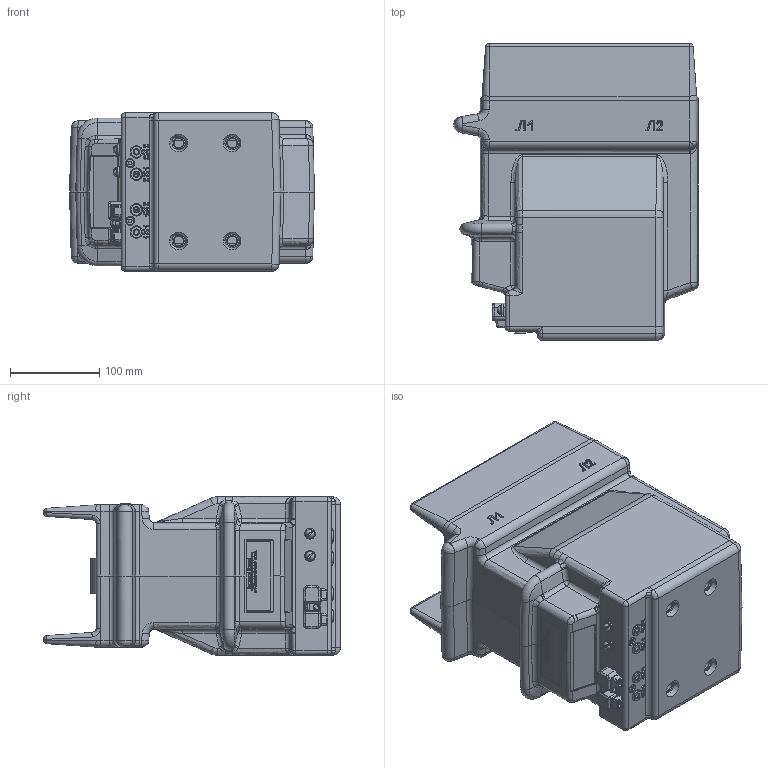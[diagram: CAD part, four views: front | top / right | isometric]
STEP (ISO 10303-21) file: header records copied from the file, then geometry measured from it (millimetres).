
FILE_DESCRIPTION (( 'STEP AP203' ), '1' );
FILE_NAME ('ﾒﾎﾋ-20-5.2-2(600-1000).STEP', '2022-07-28T05:40:19', ( '' ), ( '' ), 'SwSTEP 2.0', 'SolidWorks 2010', '' );
FILE_SCHEMA (( 'CONFIG_CONTROL_DESIGN' ));
Products named in the file (1): ﾒﾎﾋ-20-5.2-2(600-1000)
Bounding box: 275 x 333 x 178 mm (x, y, z)
Surface area: 388993.1 mm2 (no closed solid volume)
Topology: 0 solids, 57 shells, 892 faces, 3671 edges, 2779 vertices
Faces by surface type: plane 328, bspline 223, cylinder 179, cone 114, sphere 34, torus 14
Entity records: 52837 total; most frequent: CARTESIAN_POINT 26104, ORIENTED_EDGE 5368, DIRECTION 4496, EDGE_CURVE 3658, VERTEX_POINT 2779, VECTOR 1814, LINE 1814, AXIS2_PLACEMENT_3D 1341
